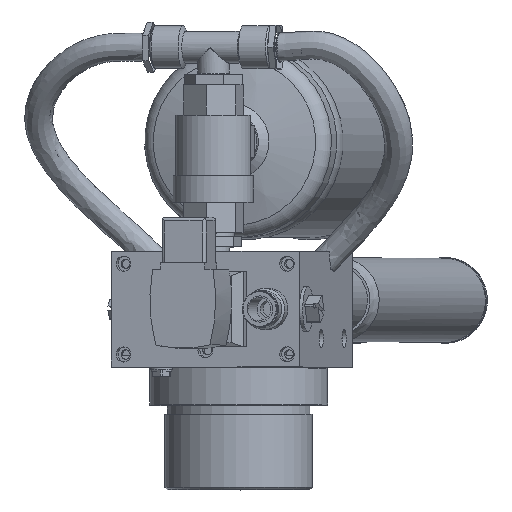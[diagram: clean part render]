
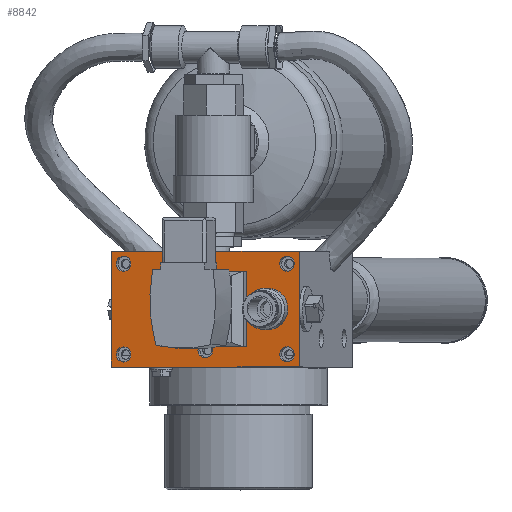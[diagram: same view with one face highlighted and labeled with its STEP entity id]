
A CAD part, top view. The second image highlights one B-rep face of the part: STEP entity #8842.
In plain terms, the highlighted face is planar.
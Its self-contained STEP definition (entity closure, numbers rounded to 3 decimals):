
#587=LINE('',#14219,#1163);
#600=LINE('',#14316,#1176);
#603=LINE('',#14327,#1179);
#604=LINE('',#14328,#1180);
#605=LINE('',#14331,#1181);
#606=LINE('',#14337,#1182);
#607=LINE('',#14339,#1183);
#608=LINE('',#14341,#1184);
#609=LINE('',#14342,#1185);
#1163=VECTOR('',#11249,10.);
#1176=VECTOR('',#11346,10.);
#1179=VECTOR('',#11357,10.);
#1180=VECTOR('',#11358,10.);
#1181=VECTOR('',#11359,10.);
#1182=VECTOR('',#11364,10.);
#1183=VECTOR('',#11365,10.);
#1184=VECTOR('',#11366,10.);
#1185=VECTOR('',#11367,10.);
#1736=FACE_BOUND('',#2543,.T.);
#1737=FACE_BOUND('',#2544,.T.);
#1738=FACE_BOUND('',#2545,.T.);
#1739=FACE_BOUND('',#2546,.T.);
#1740=FACE_BOUND('',#2547,.T.);
#1741=FACE_BOUND('',#2548,.T.);
#1963=FACE_OUTER_BOUND('',#2542,.T.);
#2542=EDGE_LOOP('',(#6619,#6620,#6621,#6622));
#2543=EDGE_LOOP('',(#6623,#6624,#6625,#6626,#6627,#6628,#6629));
#2544=EDGE_LOOP('',(#6630,#6631));
#2545=EDGE_LOOP('',(#6632,#6633));
#2546=EDGE_LOOP('',(#6634,#6635));
#2547=EDGE_LOOP('',(#6636,#6637));
#2548=EDGE_LOOP('',(#6638,#6639));
#3194=CIRCLE('',#9700,4.5);
#3195=CIRCLE('',#9701,4.5);
#3196=CIRCLE('',#9702,10.8);
#3197=CIRCLE('',#9703,10.8);
#3198=CIRCLE('',#9704,4.5);
#3199=CIRCLE('',#9705,4.5);
#3200=CIRCLE('',#9706,4.5);
#3201=CIRCLE('',#9707,4.5);
#3202=CIRCLE('',#9708,4.5);
#3203=CIRCLE('',#9709,4.5);
#3204=CIRCLE('',#9710,4.5);
#3205=CIRCLE('',#9711,4.5);
#3773=VERTEX_POINT('',#14216);
#3774=VERTEX_POINT('',#14218);
#3810=VERTEX_POINT('',#14314);
#3814=VERTEX_POINT('',#14326);
#3815=VERTEX_POINT('',#14329);
#3816=VERTEX_POINT('',#14330);
#3817=VERTEX_POINT('',#14332);
#3818=VERTEX_POINT('',#14334);
#3819=VERTEX_POINT('',#14336);
#3820=VERTEX_POINT('',#14338);
#3821=VERTEX_POINT('',#14340);
#3822=VERTEX_POINT('',#14343);
#3823=VERTEX_POINT('',#14344);
#3824=VERTEX_POINT('',#14347);
#3825=VERTEX_POINT('',#14348);
#3826=VERTEX_POINT('',#14351);
#3827=VERTEX_POINT('',#14352);
#3828=VERTEX_POINT('',#14355);
#3829=VERTEX_POINT('',#14356);
#3830=VERTEX_POINT('',#14359);
#3831=VERTEX_POINT('',#14360);
#4801=EDGE_CURVE('',#3774,#3773,#587,.T.);
#4846=EDGE_CURVE('',#3773,#3810,#600,.T.);
#4851=EDGE_CURVE('',#3814,#3774,#603,.T.);
#4852=EDGE_CURVE('',#3810,#3814,#604,.T.);
#4853=EDGE_CURVE('',#3815,#3816,#605,.T.);
#4854=EDGE_CURVE('',#3816,#3817,#3194,.T.);
#4855=EDGE_CURVE('',#3817,#3818,#3195,.T.);
#4856=EDGE_CURVE('',#3818,#3819,#606,.T.);
#4857=EDGE_CURVE('',#3819,#3820,#607,.T.);
#4858=EDGE_CURVE('',#3820,#3821,#608,.T.);
#4859=EDGE_CURVE('',#3821,#3815,#609,.T.);
#4860=EDGE_CURVE('',#3822,#3823,#3196,.T.);
#4861=EDGE_CURVE('',#3823,#3822,#3197,.T.);
#4862=EDGE_CURVE('',#3824,#3825,#3198,.T.);
#4863=EDGE_CURVE('',#3825,#3824,#3199,.T.);
#4864=EDGE_CURVE('',#3826,#3827,#3200,.T.);
#4865=EDGE_CURVE('',#3827,#3826,#3201,.T.);
#4866=EDGE_CURVE('',#3828,#3829,#3202,.T.);
#4867=EDGE_CURVE('',#3829,#3828,#3203,.T.);
#4868=EDGE_CURVE('',#3830,#3831,#3204,.T.);
#4869=EDGE_CURVE('',#3831,#3830,#3205,.T.);
#6619=ORIENTED_EDGE('',*,*,#4851,.T.);
#6620=ORIENTED_EDGE('',*,*,#4801,.T.);
#6621=ORIENTED_EDGE('',*,*,#4846,.T.);
#6622=ORIENTED_EDGE('',*,*,#4852,.T.);
#6623=ORIENTED_EDGE('',*,*,#4853,.T.);
#6624=ORIENTED_EDGE('',*,*,#4854,.T.);
#6625=ORIENTED_EDGE('',*,*,#4855,.T.);
#6626=ORIENTED_EDGE('',*,*,#4856,.T.);
#6627=ORIENTED_EDGE('',*,*,#4857,.T.);
#6628=ORIENTED_EDGE('',*,*,#4858,.T.);
#6629=ORIENTED_EDGE('',*,*,#4859,.T.);
#6630=ORIENTED_EDGE('',*,*,#4860,.T.);
#6631=ORIENTED_EDGE('',*,*,#4861,.T.);
#6632=ORIENTED_EDGE('',*,*,#4862,.T.);
#6633=ORIENTED_EDGE('',*,*,#4863,.T.);
#6634=ORIENTED_EDGE('',*,*,#4864,.T.);
#6635=ORIENTED_EDGE('',*,*,#4865,.T.);
#6636=ORIENTED_EDGE('',*,*,#4866,.T.);
#6637=ORIENTED_EDGE('',*,*,#4867,.T.);
#6638=ORIENTED_EDGE('',*,*,#4868,.T.);
#6639=ORIENTED_EDGE('',*,*,#4869,.T.);
#8481=PLANE('',#9699);
#8842=ADVANCED_FACE('',(#1963,#1736,#1737,#1738,#1739,#1740,#1741),#8481,
 .T.);
#9699=AXIS2_PLACEMENT_3D('',#14325,#11355,#11356);
#9700=AXIS2_PLACEMENT_3D('',#14333,#11360,#11361);
#9701=AXIS2_PLACEMENT_3D('',#14335,#11362,#11363);
#9702=AXIS2_PLACEMENT_3D('',#14345,#11368,#11369);
#9703=AXIS2_PLACEMENT_3D('',#14346,#11370,#11371);
#9704=AXIS2_PLACEMENT_3D('',#14349,#11372,#11373);
#9705=AXIS2_PLACEMENT_3D('',#14350,#11374,#11375);
#9706=AXIS2_PLACEMENT_3D('',#14353,#11376,#11377);
#9707=AXIS2_PLACEMENT_3D('',#14354,#11378,#11379);
#9708=AXIS2_PLACEMENT_3D('',#14357,#11380,#11381);
#9709=AXIS2_PLACEMENT_3D('',#14358,#11382,#11383);
#9710=AXIS2_PLACEMENT_3D('',#14361,#11384,#11385);
#9711=AXIS2_PLACEMENT_3D('',#14362,#11386,#11387);
#11249=DIRECTION('',(1.,0.,0.));
#11346=DIRECTION('',(0.,1.,0.));
#11355=DIRECTION('center_axis',(0.,0.,
1.));
#11356=DIRECTION('ref_axis',(0.,1.,0.));
#11357=DIRECTION('',(0.,-1.,0.));
#11358=DIRECTION('',(-1.,0.,0.));
#11359=DIRECTION('',(0.,-1.,0.));
#11360=DIRECTION('center_axis',(0.,0.,
-1.));
#11361=DIRECTION('ref_axis',(0.,1.,0.));
#11362=DIRECTION('center_axis',(0.,0.,
-1.));
#11363=DIRECTION('ref_axis',(0.,1.,0.));
#11364=DIRECTION('',(0.,-1.,0.));
#11365=DIRECTION('',(-1.,0.,0.));
#11366=DIRECTION('',(0.,1.,0.));
#11367=DIRECTION('',(1.,0.,0.));
#11368=DIRECTION('center_axis',(0.,0.,
-1.));
#11369=DIRECTION('ref_axis',(0.981,0.194,0.));
#11370=DIRECTION('center_axis',(0.,0.,
-1.));
#11371=DIRECTION('ref_axis',(0.981,0.194,0.));
#11372=DIRECTION('center_axis',(0.,0.,
-1.));
#11373=DIRECTION('ref_axis',(0.,1.,0.));
#11374=DIRECTION('center_axis',(0.,0.,
-1.));
#11375=DIRECTION('ref_axis',(0.,1.,0.));
#11376=DIRECTION('center_axis',(0.,0.,
-1.));
#11377=DIRECTION('ref_axis',(0.,1.,0.));
#11378=DIRECTION('center_axis',(0.,0.,
-1.));
#11379=DIRECTION('ref_axis',(0.,1.,0.));
#11380=DIRECTION('center_axis',(0.,0.,
-1.));
#11381=DIRECTION('ref_axis',(0.,1.,0.));
#11382=DIRECTION('center_axis',(0.,0.,
-1.));
#11383=DIRECTION('ref_axis',(0.,1.,0.));
#11384=DIRECTION('center_axis',(0.,0.,
-1.));
#11385=DIRECTION('ref_axis',(0.,1.,0.));
#11386=DIRECTION('center_axis',(0.,0.,
-1.));
#11387=DIRECTION('ref_axis',(0.,1.,0.));
#14216=CARTESIAN_POINT('',(69.,-57.5,86.));
#14218=CARTESIAN_POINT('',(0.,-57.5,86.));
#14219=CARTESIAN_POINT('',(0.,-57.5,86.));
#14314=CARTESIAN_POINT('',(69.,57.5,86.));
#14316=CARTESIAN_POINT('',(69.,-57.5,86.));
#14325=CARTESIAN_POINT('Origin',(34.5,0.,86.));
#14326=CARTESIAN_POINT('',(0.,57.5,86.));
#14327=CARTESIAN_POINT('',(0.,57.5,86.));
#14328=CARTESIAN_POINT('',(69.,57.5,86.));
#14329=CARTESIAN_POINT('',(57.,25.5,86.));
#14330=CARTESIAN_POINT('',(57.,4.031,86.));
#14331=CARTESIAN_POINT('',(57.,12.75,86.));
#14332=CARTESIAN_POINT('',(59.,-4.5,86.));
#14333=CARTESIAN_POINT('Origin',(59.,0.,86.));
#14334=CARTESIAN_POINT('',(57.,-4.031,86.));
#14335=CARTESIAN_POINT('Origin',(59.,0.,86.));
#14336=CARTESIAN_POINT('',(57.,-25.5,86.));
#14337=CARTESIAN_POINT('',(57.,12.75,86.));
#14338=CARTESIAN_POINT('',(12.,-25.5,86.));
#14339=CARTESIAN_POINT('',(45.75,-25.5,86.));
#14340=CARTESIAN_POINT('',(12.,25.5,86.));
#14341=CARTESIAN_POINT('',(12.,-12.75,86.));
#14342=CARTESIAN_POINT('',(23.25,25.5,86.));
#14343=CARTESIAN_POINT('',(45.095,40.594,86.));
#14344=CARTESIAN_POINT('',(23.905,36.406,86.));
#14345=CARTESIAN_POINT('Origin',(34.5,38.5,86.));
#14346=CARTESIAN_POINT('Origin',(34.5,38.5,86.));
#14347=CARTESIAN_POINT('',(7.5,54.5,86.));
#14348=CARTESIAN_POINT('',(7.5,45.5,86.));
#14349=CARTESIAN_POINT('Origin',(7.5,50.,86.));
#14350=CARTESIAN_POINT('Origin',(7.5,50.,86.));
#14351=CARTESIAN_POINT('',(61.5,-45.5,86.));
#14352=CARTESIAN_POINT('',(61.5,-54.5,86.));
#14353=CARTESIAN_POINT('Origin',(61.5,-50.,86.));
#14354=CARTESIAN_POINT('Origin',(61.5,-50.,86.));
#14355=CARTESIAN_POINT('',(7.5,-45.5,86.));
#14356=CARTESIAN_POINT('',(7.5,-54.5,86.));
#14357=CARTESIAN_POINT('Origin',(7.5,-50.,86.));
#14358=CARTESIAN_POINT('Origin',(7.5,-50.,86.));
#14359=CARTESIAN_POINT('',(61.5,54.5,86.));
#14360=CARTESIAN_POINT('',(61.5,45.5,86.));
#14361=CARTESIAN_POINT('Origin',(61.5,50.,86.));
#14362=CARTESIAN_POINT('Origin',(61.5,50.,86.));
